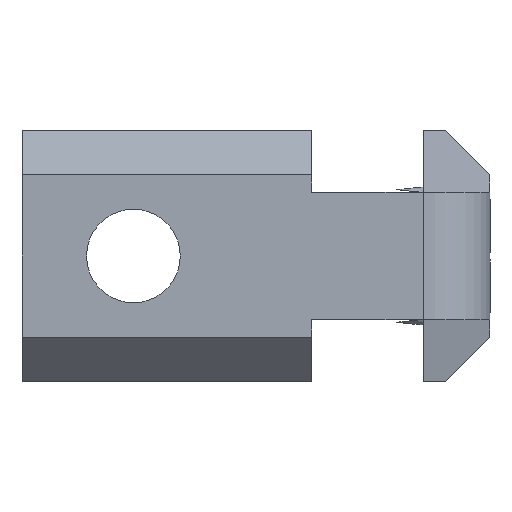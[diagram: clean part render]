
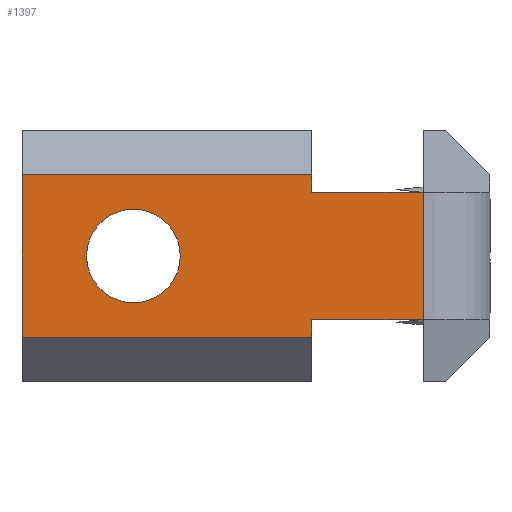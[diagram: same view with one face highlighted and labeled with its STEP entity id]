
A CAD part, front view. The second image highlights one B-rep face of the part: STEP entity #1397.
In plain terms, the highlighted planar face has unit normal (0, -1, 0).
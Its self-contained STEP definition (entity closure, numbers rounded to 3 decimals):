
#12 = CARTESIAN_POINT ( 'NONE',  ( 18., 0., 2.85 ) ) ;
#18 = ORIENTED_EDGE ( 'NONE', *, *, #1619, .F. ) ;
#34 = CARTESIAN_POINT ( 'NONE',  ( 5., 0., 2.1 ) ) ;
#87 = CARTESIAN_POINT ( 'NONE',  ( 18., 0., -2.85 ) ) ;
#110 = EDGE_CURVE ( 'NONE', #190, #1302, #496, .T. ) ;
#117 = VERTEX_POINT ( 'NONE', #664 ) ;
#127 = VECTOR ( 'NONE', #532, 1000. ) ;
#129 = DIRECTION ( 'NONE',  ( 1., 0., 0. ) ) ;
#142 = VECTOR ( 'NONE', #975, 1000. ) ;
#146 = ORIENTED_EDGE ( 'NONE', *, *, #204, .F. ) ;
#190 = VERTEX_POINT ( 'NONE', #12 ) ;
#204 = EDGE_CURVE ( 'NONE', #1417, #576, #1167, .T. ) ;
#235 = CARTESIAN_POINT ( 'NONE',  ( 18., 0., 2.85 ) ) ;
#238 = CARTESIAN_POINT ( 'NONE',  ( 5., 0., -2.1 ) ) ;
#255 = CARTESIAN_POINT ( 'NONE',  ( 13., 0., 3.65 ) ) ;
#264 = VECTOR ( 'NONE', #129, 1000. ) ;
#272 = LINE ( 'NONE', #986, #1631 ) ;
#278 = DIRECTION ( 'NONE',  ( 0., 0., -1. ) ) ;
#296 = ORIENTED_EDGE ( 'NONE', *, *, #1415, .F. ) ;
#327 = CARTESIAN_POINT ( 'NONE',  ( 0., 0., 5.65 ) ) ;
#349 = ORIENTED_EDGE ( 'NONE', *, *, #547, .F. ) ;
#410 = DIRECTION ( 'NONE',  ( 0., 0., 1. ) ) ;
#424 = DIRECTION ( 'NONE',  ( 0., -1., 0. ) ) ;
#435 = LINE ( 'NONE', #799, #264 ) ;
#478 = CARTESIAN_POINT ( 'NONE',  ( 0., 0., -3.65 ) ) ;
#491 = EDGE_CURVE ( 'NONE', #576, #1417, #1013, .T. ) ;
#496 = LINE ( 'NONE', #795, #968 ) ;
#517 = VECTOR ( 'NONE', #1554, 1000. ) ;
#527 = DIRECTION ( 'NONE',  ( 0., 0., -1. ) ) ;
#528 = AXIS2_PLACEMENT_3D ( 'NONE', #1597, #424, #820 ) ;
#529 = LINE ( 'NONE', #1037, #1458 ) ;
#532 = DIRECTION ( 'NONE',  ( 0., 0., -1. ) ) ;
#547 = EDGE_CURVE ( 'NONE', #1153, #1649, #529, .T. ) ;
#550 = LINE ( 'NONE', #235, #1501 ) ;
#558 = CARTESIAN_POINT ( 'NONE',  ( 13., 0., -3.65 ) ) ;
#576 = VERTEX_POINT ( 'NONE', #238 ) ;
#598 = LINE ( 'NONE', #87, #517 ) ;
#664 = CARTESIAN_POINT ( 'NONE',  ( 0., 0., 3.65 ) ) ;
#675 = ORIENTED_EDGE ( 'NONE', *, *, #1054, .F. ) ;
#728 = DIRECTION ( 'NONE',  ( 0., 1., 0. ) ) ;
#763 = EDGE_CURVE ( 'NONE', #117, #1153, #435, .T. ) ;
#778 = VERTEX_POINT ( 'NONE', #558 ) ;
#795 = CARTESIAN_POINT ( 'NONE',  ( 18., 0., 5.65 ) ) ;
#799 = CARTESIAN_POINT ( 'NONE',  ( 18., 0., 3.65 ) ) ;
#820 = DIRECTION ( 'NONE',  ( 0., 0., 1. ) ) ;
#841 = AXIS2_PLACEMENT_3D ( 'NONE', #1164, #1030, #1678 ) ;
#858 = CARTESIAN_POINT ( 'NONE',  ( 18., 0., -2.85 ) ) ;
#865 = LINE ( 'NONE', #1179, #127 ) ;
#882 = EDGE_LOOP ( 'NONE', ( #146, #1035 ) ) ;
#968 = VECTOR ( 'NONE', #278, 1000. ) ;
#975 = DIRECTION ( 'NONE',  ( 0., 0., 1. ) ) ;
#986 = CARTESIAN_POINT ( 'NONE',  ( 18., 0., -3.65 ) ) ;
#1003 = CARTESIAN_POINT ( 'NONE',  ( 18., 0., 5.65 ) ) ;
#1008 = VERTEX_POINT ( 'NONE', #478 ) ;
#1013 = CIRCLE ( 'NONE', #841, 2.1 ) ;
#1030 = DIRECTION ( 'NONE',  ( 0., -1., 0. ) ) ;
#1035 = ORIENTED_EDGE ( 'NONE', *, *, #491, .F. ) ;
#1037 = CARTESIAN_POINT ( 'NONE',  ( 13., 0., 2.85 ) ) ;
#1054 = EDGE_CURVE ( 'NONE', #1302, #1462, #598, .T. ) ;
#1121 = FACE_OUTER_BOUND ( 'NONE', #1137, .T. ) ;
#1137 = EDGE_LOOP ( 'NONE', ( #1461, #1338, #675, #1585, #18, #349, #1549, #296 ) ) ;
#1153 = VERTEX_POINT ( 'NONE', #255 ) ;
#1162 = DIRECTION ( 'NONE',  ( 1., 0., 0. ) ) ;
#1164 = CARTESIAN_POINT ( 'NONE',  ( 5., 0., 0. ) ) ;
#1167 = CIRCLE ( 'NONE', #528, 2.1 ) ;
#1179 = CARTESIAN_POINT ( 'NONE',  ( 13., 0., -2.85 ) ) ;
#1196 = EDGE_CURVE ( 'NONE', #1462, #778, #865, .T. ) ;
#1242 = PLANE ( 'NONE',  #1362 ) ;
#1302 = VERTEX_POINT ( 'NONE', #858 ) ;
#1338 = ORIENTED_EDGE ( 'NONE', *, *, #1196, .F. ) ;
#1340 = EDGE_CURVE ( 'NONE', #778, #1008, #272, .T. ) ;
#1353 = DIRECTION ( 'NONE',  ( -1., 0., 0. ) ) ;
#1362 = AXIS2_PLACEMENT_3D ( 'NONE', #1003, #728, #410 ) ;
#1397 = ADVANCED_FACE ( 'NONE', ( #1465, #1121 ), #1242, .F. ) ;
#1415 = EDGE_CURVE ( 'NONE', #1008, #117, #1620, .T. ) ;
#1417 = VERTEX_POINT ( 'NONE', #34 ) ;
#1458 = VECTOR ( 'NONE', #527, 1000. ) ;
#1461 = ORIENTED_EDGE ( 'NONE', *, *, #1340, .F. ) ;
#1462 = VERTEX_POINT ( 'NONE', #1633 ) ;
#1465 = FACE_BOUND ( 'NONE', #882, .T. ) ;
#1501 = VECTOR ( 'NONE', #1162, 1000. ) ;
#1549 = ORIENTED_EDGE ( 'NONE', *, *, #763, .F. ) ;
#1554 = DIRECTION ( 'NONE',  ( -1., 0., 0. ) ) ;
#1585 = ORIENTED_EDGE ( 'NONE', *, *, #110, .F. ) ;
#1597 = CARTESIAN_POINT ( 'NONE',  ( 5., 0., 0. ) ) ;
#1619 = EDGE_CURVE ( 'NONE', #1649, #190, #550, .T. ) ;
#1620 = LINE ( 'NONE', #327, #142 ) ;
#1631 = VECTOR ( 'NONE', #1353, 1000. ) ;
#1633 = CARTESIAN_POINT ( 'NONE',  ( 13., 0., -2.85 ) ) ;
#1649 = VERTEX_POINT ( 'NONE', #1674 ) ;
#1674 = CARTESIAN_POINT ( 'NONE',  ( 13., 0., 2.85 ) ) ;
#1678 = DIRECTION ( 'NONE',  ( 0., 0., 1. ) ) ;
